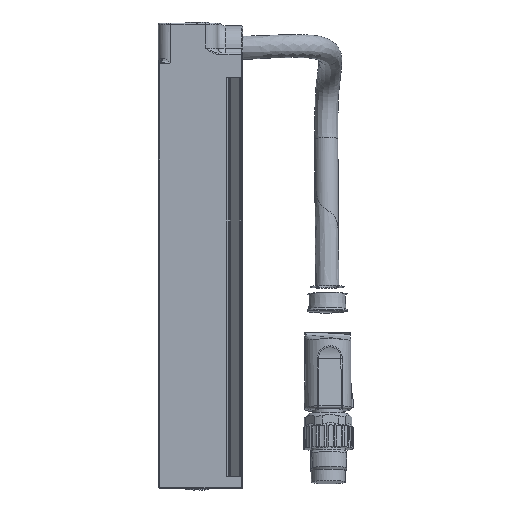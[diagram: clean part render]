
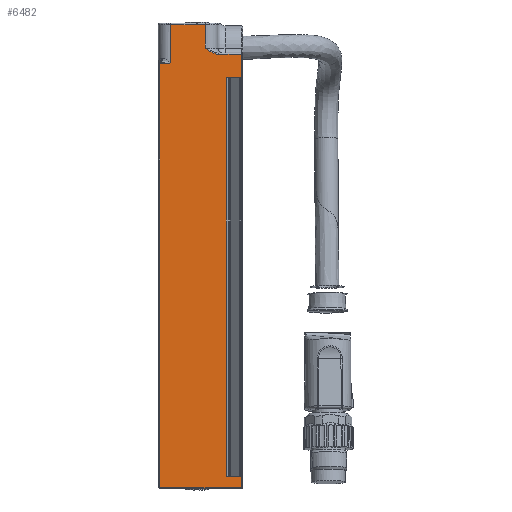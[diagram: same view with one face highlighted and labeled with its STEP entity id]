
A CAD part, left-side view. The second image highlights one B-rep face of the part: STEP entity #6482.
In plain terms, the highlighted planar face has unit normal (-1, 0, 0).
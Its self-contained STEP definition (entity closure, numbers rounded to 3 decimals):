
#135=B_SPLINE_CURVE_WITH_KNOTS('',3,(#10710,#10711,#10712,#10713,#10714,
#10715,#10716,#10717),.UNSPECIFIED.,.F.,.F.,(4,1,1,2,4),(0.,0.042,
0.084,0.21,0.211),.UNSPECIFIED.);
#139=B_SPLINE_CURVE_WITH_KNOTS('',3,(#10796,#10797,#10798,#10799,#10800,
#10801),.UNSPECIFIED.,.F.,.F.,(4,1,1,4),(-0.015,-0.007,
-0.003,0.),.UNSPECIFIED.);
#143=B_SPLINE_CURVE_WITH_KNOTS('',3,(#10888,#10889,#10890,#10891,#10892,
#10893,#10894,#10895),.UNSPECIFIED.,.F.,.F.,(4,2,1,1,4),(-0.001,
0.,0.12,0.179,0.299),.UNSPECIFIED.);
#233=FACE_BOUND('',#1848,.T.);
#320=LINE('',#9464,#784);
#333=LINE('',#9503,#797);
#334=LINE('',#9505,#798);
#359=LINE('',#9588,#823);
#365=LINE('',#9604,#829);
#467=LINE('',#10145,#931);
#531=LINE('',#10884,#995);
#532=LINE('',#10886,#996);
#533=LINE('',#10896,#997);
#534=LINE('',#10897,#998);
#535=LINE('',#10898,#999);
#784=VECTOR('',#7642,10.);
#797=VECTOR('',#7681,10.);
#798=VECTOR('',#7684,10.);
#823=VECTOR('',#7761,10.);
#829=VECTOR('',#7783,10.);
#931=VECTOR('',#8211,10.);
#995=VECTOR('',#8489,10.);
#996=VECTOR('',#8490,10.);
#997=VECTOR('',#8491,10.);
#998=VECTOR('',#8492,10.);
#999=VECTOR('',#8493,10.);
#1484=FACE_OUTER_BOUND('',#1847,.T.);
#1847=EDGE_LOOP('',(#4912,#4913,#4914,#4915,#4916,#4917,#4918,#4919,#4920,
#4921));
#1848=EDGE_LOOP('',(#4922,#4923,#4924,#4925));
#2439=VERTEX_POINT('',#9460);
#2441=VERTEX_POINT('',#9463);
#2453=VERTEX_POINT('',#9499);
#2454=VERTEX_POINT('',#9501);
#2485=VERTEX_POINT('',#9582);
#2486=VERTEX_POINT('',#9586);
#2623=VERTEX_POINT('',#10124);
#2627=VERTEX_POINT('',#10144);
#2710=VERTEX_POINT('',#10707);
#2711=VERTEX_POINT('',#10709);
#2713=VERTEX_POINT('',#10753);
#2716=VERTEX_POINT('',#10883);
#2717=VERTEX_POINT('',#10885);
#2718=VERTEX_POINT('',#10887);
#3077=EDGE_CURVE('',#2439,#2441,#320,.T.);
#3097=EDGE_CURVE('',#2453,#2454,#333,.T.);
#3098=EDGE_CURVE('',#2453,#2439,#334,.T.);
#3139=EDGE_CURVE('',#2485,#2486,#359,.T.);
#3147=EDGE_CURVE('',#2441,#2454,#365,.T.);
#3352=EDGE_CURVE('',#2623,#2627,#467,.T.);
#3493=EDGE_CURVE('',#2710,#2711,#135,.T.);
#3499=EDGE_CURVE('',#2713,#2710,#139,.T.);
#3504=EDGE_CURVE('',#2716,#2485,#531,.T.);
#3505=EDGE_CURVE('',#2717,#2716,#532,.T.);
#3506=EDGE_CURVE('',#2718,#2717,#143,.T.);
#3507=EDGE_CURVE('',#2627,#2718,#533,.T.);
#3508=EDGE_CURVE('',#2711,#2623,#534,.T.);
#3509=EDGE_CURVE('',#2486,#2713,#535,.T.);
#4912=ORIENTED_EDGE('',*,*,#3504,.F.);
#4913=ORIENTED_EDGE('',*,*,#3505,.F.);
#4914=ORIENTED_EDGE('',*,*,#3506,.F.);
#4915=ORIENTED_EDGE('',*,*,#3507,.F.);
#4916=ORIENTED_EDGE('',*,*,#3352,.F.);
#4917=ORIENTED_EDGE('',*,*,#3508,.F.);
#4918=ORIENTED_EDGE('',*,*,#3493,.F.);
#4919=ORIENTED_EDGE('',*,*,#3499,.F.);
#4920=ORIENTED_EDGE('',*,*,#3509,.F.);
#4921=ORIENTED_EDGE('',*,*,#3139,.F.);
#4922=ORIENTED_EDGE('',*,*,#3077,.F.);
#4923=ORIENTED_EDGE('',*,*,#3098,.F.);
#4924=ORIENTED_EDGE('',*,*,#3097,.T.);
#4925=ORIENTED_EDGE('',*,*,#3147,.F.);
#5863=PLANE('',#7121);
#6482=ADVANCED_FACE('',(#1484,#233),#5863,.T.);
#7121=AXIS2_PLACEMENT_3D('',#10882,#8487,#8488);
#7642=DIRECTION('',(0.,0.,1.));
#7681=DIRECTION('',(0.,0.,1.));
#7684=DIRECTION('',(0.,-1.,0.));
#7761=DIRECTION('',(0.,1.,0.));
#7783=DIRECTION('',(0.,1.,0.));
#8211=DIRECTION('',(0.,-1.,0.));
#8487=DIRECTION('center_axis',(-1.,0.,0.));
#8488=DIRECTION('ref_axis',(0.,-1.,0.));
#8489=DIRECTION('',(0.,0.,-1.));
#8490=DIRECTION('',(0.,-1.,0.));
#8491=DIRECTION('',(0.,0.,-1.));
#8492=DIRECTION('',(0.,0.,1.));
#8493=DIRECTION('',(0.,0.,1.));
#9460=CARTESIAN_POINT('',(0.,0.417,-91.383));
#9463=CARTESIAN_POINT('',(0.,0.417,-11.));
#9464=CARTESIAN_POINT('',(0.,0.417,-91.383));
#9499=CARTESIAN_POINT('',(0.,3.25,-91.383));
#9501=CARTESIAN_POINT('',(0.,3.25,-11.));
#9503=CARTESIAN_POINT('',(0.,3.25,-91.383));
#9505=CARTESIAN_POINT('',(0.,0.,-91.383));
#9582=CARTESIAN_POINT('',(0.,0.25,-93.683));
#9586=CARTESIAN_POINT('',(0.,16.75,-93.683));
#9588=CARTESIAN_POINT('',(0.,4.25,-93.683));
#9604=CARTESIAN_POINT('',(0.,17.,-11.));
#10124=CARTESIAN_POINT('',(0.,14.5,-0.25));
#10144=CARTESIAN_POINT('',(0.,7.5,-0.25));
#10145=CARTESIAN_POINT('',(0.,12.75,-0.25));
#10707=CARTESIAN_POINT('',(0.,16.605,-8.145));
#10709=CARTESIAN_POINT('',(0.,14.5,-8.));
#10710=CARTESIAN_POINT('Ctrl Pts',(0.,16.605,
-8.145));
#10711=CARTESIAN_POINT('Ctrl Pts',(0.,16.466,
-8.127));
#10712=CARTESIAN_POINT('Ctrl Pts',(0.,16.187,
-8.101));
#10713=CARTESIAN_POINT('Ctrl Pts',(0.,15.489,
-8.05));
#10714=CARTESIAN_POINT('Ctrl Pts',(0.,14.93,
-8.022));
#10715=CARTESIAN_POINT('Ctrl Pts',(0.,14.507,
-8.));
#10716=CARTESIAN_POINT('Ctrl Pts',(0.,14.503,
-8.));
#10717=CARTESIAN_POINT('Ctrl Pts',(0.,14.5,-8.));
#10753=CARTESIAN_POINT('',(0.,16.75,-8.169));
#10796=CARTESIAN_POINT('Ctrl Pts',(0.,16.75,-8.169));
#10797=CARTESIAN_POINT('Ctrl Pts',(0.,16.726,
-8.165));
#10798=CARTESIAN_POINT('Ctrl Pts',(0.,16.688,
-8.158));
#10799=CARTESIAN_POINT('Ctrl Pts',(0.,16.639,
-8.15));
#10800=CARTESIAN_POINT('Ctrl Pts',(0.,16.615,
-8.146));
#10801=CARTESIAN_POINT('Ctrl Pts',(0.,16.605,
-8.145));
#10882=CARTESIAN_POINT('Origin',(0.,17.,-10.));
#10883=CARTESIAN_POINT('',(0.,0.25,-6.25));
#10884=CARTESIAN_POINT('',(0.,0.25,-10.));
#10885=CARTESIAN_POINT('',(0.,4.819,-6.25));
#10886=CARTESIAN_POINT('',(0.,9.764,-6.25));
#10887=CARTESIAN_POINT('',(0.,7.5,-5.));
#10888=CARTESIAN_POINT('Ctrl Pts',(0.,7.5,
-5.));
#10889=CARTESIAN_POINT('Ctrl Pts',(0.,7.498,
-5.001));
#10890=CARTESIAN_POINT('Ctrl Pts',(0.,7.496,
-5.003));
#10891=CARTESIAN_POINT('Ctrl Pts',(0.,7.175,
-5.242));
#10892=CARTESIAN_POINT('Ctrl Pts',(0.,6.682,
-5.607));
#10893=CARTESIAN_POINT('Ctrl Pts',(0.,5.81,
-6.082));
#10894=CARTESIAN_POINT('Ctrl Pts',(0.,5.218,
-6.25));
#10895=CARTESIAN_POINT('Ctrl Pts',(0.,4.819,
-6.25));
#10896=CARTESIAN_POINT('',(0.,7.5,-5.));
#10897=CARTESIAN_POINT('',(0.,14.5,0.));
#10898=CARTESIAN_POINT('',(0.,16.75,-10.));
